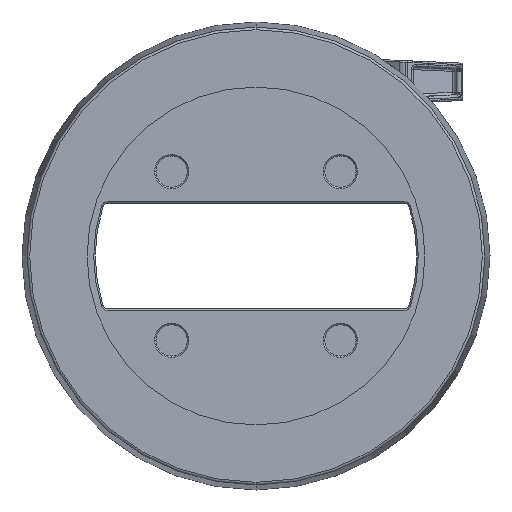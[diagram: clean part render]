
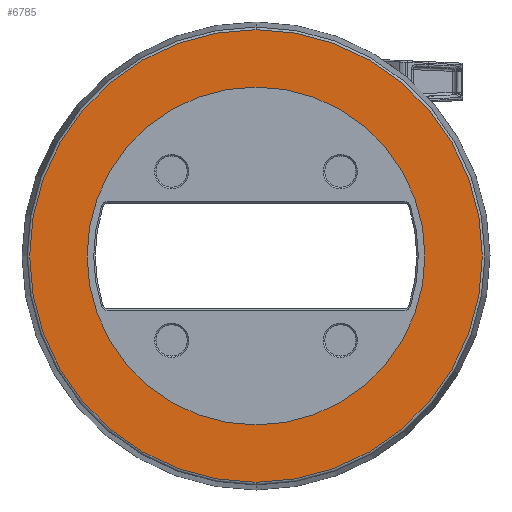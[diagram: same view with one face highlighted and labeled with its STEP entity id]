
A CAD part, front view. The second image highlights one B-rep face of the part: STEP entity #6785.
In plain terms, the highlighted planar face has unit normal (0, -1, 0).
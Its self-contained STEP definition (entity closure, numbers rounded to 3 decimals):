
#125 = EDGE_CURVE ( 'NONE', #7677, #4702, #7519, .T. ) ;
#449 = CARTESIAN_POINT ( 'NONE',  ( 0., -18.5, 0. ) ) ;
#790 = CARTESIAN_POINT ( 'NONE',  ( 0., -18.5, -43.542 ) ) ;
#1158 = DIRECTION ( 'NONE',  ( 0., 0., -1. ) ) ;
#1274 = VERTEX_POINT ( 'NONE', #6270 ) ;
#1301 = PLANE ( 'NONE',  #8590 ) ;
#1512 = DIRECTION ( 'NONE',  ( 0., -1., 0. ) ) ;
#1644 = FACE_BOUND ( 'NONE', #3259, .T. ) ;
#1768 = EDGE_LOOP ( 'NONE', ( #5442, #6983 ) ) ;
#1888 = AXIS2_PLACEMENT_3D ( 'NONE', #449, #1512, #7983 ) ;
#1936 = VERTEX_POINT ( 'NONE', #790 ) ;
#1943 = CARTESIAN_POINT ( 'NONE',  ( 0., -18.5, 32.5 ) ) ;
#2507 = CIRCLE ( 'NONE', #8661, 43.542 ) ;
#2578 = ORIENTED_EDGE ( 'NONE', *, *, #6052, .F. ) ;
#2648 = AXIS2_PLACEMENT_3D ( 'NONE', #7479, #7513, #1158 ) ;
#2980 = CIRCLE ( 'NONE', #7136, 32.5 ) ;
#3259 = EDGE_LOOP ( 'NONE', ( #7275, #2578 ) ) ;
#3348 = CARTESIAN_POINT ( 'NONE',  ( 44., -18.5, 0. ) ) ;
#3443 = DIRECTION ( 'NONE',  ( 0., -1., 0. ) ) ;
#3522 = FACE_OUTER_BOUND ( 'NONE', #1768, .T. ) ;
#3571 = CARTESIAN_POINT ( 'NONE',  ( 0., -18.5, 0. ) ) ;
#3899 = DIRECTION ( 'NONE',  ( 0., -1., 0. ) ) ;
#4545 = EDGE_CURVE ( 'NONE', #1936, #1274, #2507, .T. ) ;
#4702 = VERTEX_POINT ( 'NONE', #5630 ) ;
#4770 = CARTESIAN_POINT ( 'NONE',  ( 0., -18.5, 0. ) ) ;
#4775 = DIRECTION ( 'NONE',  ( 0., 0., -1. ) ) ;
#4982 = DIRECTION ( 'NONE',  ( 0., -1., 0. ) ) ;
#5442 = ORIENTED_EDGE ( 'NONE', *, *, #4545, .T. ) ;
#5630 = CARTESIAN_POINT ( 'NONE',  ( 0., -18.5, -32.5 ) ) ;
#6052 = EDGE_CURVE ( 'NONE', #4702, #7677, #2980, .T. ) ;
#6056 = EDGE_CURVE ( 'NONE', #1274, #1936, #9102, .T. ) ;
#6270 = CARTESIAN_POINT ( 'NONE',  ( 0., -18.5, 43.542 ) ) ;
#6785 = ADVANCED_FACE ( 'NONE', ( #3522, #1644 ), #1301, .T. ) ;
#6983 = ORIENTED_EDGE ( 'NONE', *, *, #6056, .T. ) ;
#7136 = AXIS2_PLACEMENT_3D ( 'NONE', #4770, #3899, #8223 ) ;
#7275 = ORIENTED_EDGE ( 'NONE', *, *, #125, .F. ) ;
#7479 = CARTESIAN_POINT ( 'NONE',  ( 0., -18.5, 0. ) ) ;
#7513 = DIRECTION ( 'NONE',  ( 0., -1., 0. ) ) ;
#7519 = CIRCLE ( 'NONE', #2648, 32.5 ) ;
#7677 = VERTEX_POINT ( 'NONE', #1943 ) ;
#7983 = DIRECTION ( 'NONE',  ( 0., 0., -1. ) ) ;
#8223 = DIRECTION ( 'NONE',  ( 0., 0., -1. ) ) ;
#8410 = DIRECTION ( 'NONE',  ( 0., 0., -1. ) ) ;
#8590 = AXIS2_PLACEMENT_3D ( 'NONE', #3348, #3443, #8410 ) ;
#8661 = AXIS2_PLACEMENT_3D ( 'NONE', #3571, #4982, #4775 ) ;
#9102 = CIRCLE ( 'NONE', #1888, 43.542 ) ;
